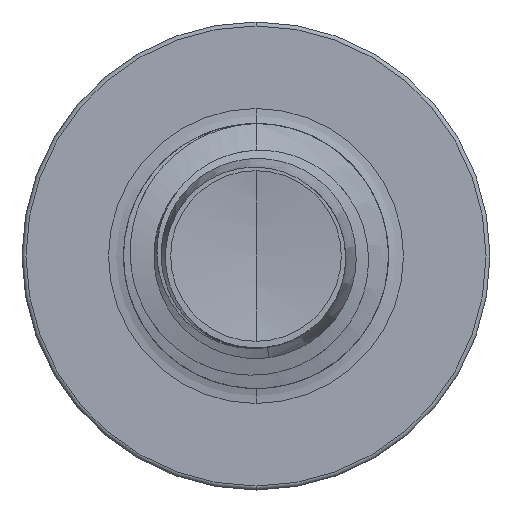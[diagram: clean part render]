
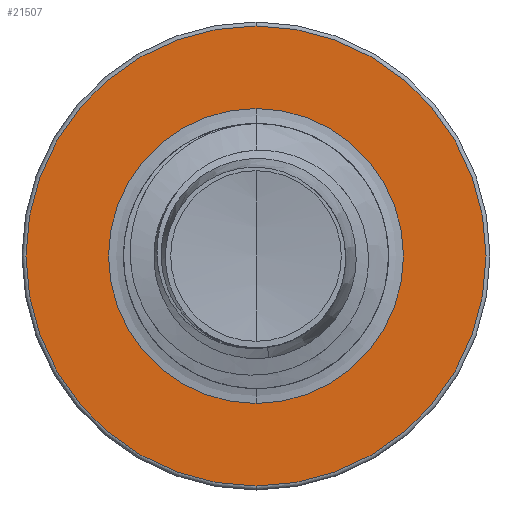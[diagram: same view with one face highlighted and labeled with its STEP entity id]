
A CAD part, front view. The second image highlights one B-rep face of the part: STEP entity #21507.
In plain terms, the highlighted planar face has unit normal (0, -1, 0).
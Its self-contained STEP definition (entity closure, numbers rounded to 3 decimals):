
#437 = AXIS2_PLACEMENT_3D ( 'NONE', #28330, #11135, #30540 ) ;
#2648 = DIRECTION ( 'NONE',  ( 0., 1., 0. ) ) ;
#3927 = FACE_BOUND ( 'NONE', #15985, .T. ) ;
#5306 = CARTESIAN_POINT ( 'NONE',  ( 0., 12.5, 0. ) ) ;
#6153 = ORIENTED_EDGE ( 'NONE', *, *, #10416, .T. ) ;
#7734 = DIRECTION ( 'NONE',  ( 0., 1., 0. ) ) ;
#8093 = EDGE_CURVE ( 'NONE', #10900, #21440, #25147, .T. ) ;
#8483 = DIRECTION ( 'NONE',  ( 0., 0., 1. ) ) ;
#8605 = CIRCLE ( 'NONE', #437, 2.605 ) ;
#10416 = EDGE_CURVE ( 'NONE', #21440, #10900, #31526, .T. ) ;
#10518 = EDGE_CURVE ( 'NONE', #25660, #23893, #8605, .T. ) ;
#10602 = ORIENTED_EDGE ( 'NONE', *, *, #10518, .F. ) ;
#10900 = VERTEX_POINT ( 'NONE', #32714 ) ;
#11135 = DIRECTION ( 'NONE',  ( 0., 1., 0. ) ) ;
#11915 = AXIS2_PLACEMENT_3D ( 'NONE', #26790, #2648, #24275 ) ;
#15985 = EDGE_LOOP ( 'NONE', ( #6153, #26962 ) ) ;
#18031 = CARTESIAN_POINT ( 'NONE',  ( 0., 12.5, -2.605 ) ) ;
#18399 = PLANE ( 'NONE',  #11915 ) ;
#19711 = DIRECTION ( 'NONE',  ( 0., 0., 1. ) ) ;
#19719 = DIRECTION ( 'NONE',  ( 0., 1., 0. ) ) ;
#19769 = CARTESIAN_POINT ( 'NONE',  ( 0., 12.5, 0. ) ) ;
#21440 = VERTEX_POINT ( 'NONE', #35046 ) ;
#21507 = ADVANCED_FACE ( 'NONE', ( #26989, #3927 ), #18399, .F. ) ;
#22954 = ORIENTED_EDGE ( 'NONE', *, *, #33139, .F. ) ;
#23035 = AXIS2_PLACEMENT_3D ( 'NONE', #19769, #19719, #19711 ) ;
#23882 = AXIS2_PLACEMENT_3D ( 'NONE', #5306, #26337, #8483 ) ;
#23893 = VERTEX_POINT ( 'NONE', #27665 ) ;
#24275 = DIRECTION ( 'NONE',  ( 0., 0., 1. ) ) ;
#25147 = CIRCLE ( 'NONE', #23035, 1.67 ) ;
#25625 = EDGE_LOOP ( 'NONE', ( #22954, #10602 ) ) ;
#25660 = VERTEX_POINT ( 'NONE', #18031 ) ;
#25735 = CARTESIAN_POINT ( 'NONE',  ( 0., 12.5, 0. ) ) ;
#26337 = DIRECTION ( 'NONE',  ( 0., 1., 0. ) ) ;
#26790 = CARTESIAN_POINT ( 'NONE',  ( 0., 12.5, -1.67 ) ) ;
#26962 = ORIENTED_EDGE ( 'NONE', *, *, #8093, .T. ) ;
#26989 = FACE_OUTER_BOUND ( 'NONE', #25625, .T. ) ;
#27334 = CIRCLE ( 'NONE', #23882, 2.605 ) ;
#27665 = CARTESIAN_POINT ( 'NONE',  ( 0., 12.5, 2.605 ) ) ;
#28147 = DIRECTION ( 'NONE',  ( 0., 0., 1. ) ) ;
#28330 = CARTESIAN_POINT ( 'NONE',  ( 0., 12.5, 0. ) ) ;
#30540 = DIRECTION ( 'NONE',  ( 0., 0., 1. ) ) ;
#30570 = AXIS2_PLACEMENT_3D ( 'NONE', #25735, #7734, #28147 ) ;
#31526 = CIRCLE ( 'NONE', #30570, 1.67 ) ;
#32714 = CARTESIAN_POINT ( 'NONE',  ( 0., 12.5, -1.67 ) ) ;
#33139 = EDGE_CURVE ( 'NONE', #23893, #25660, #27334, .T. ) ;
#35046 = CARTESIAN_POINT ( 'NONE',  ( 0., 12.5, 1.67 ) ) ;
